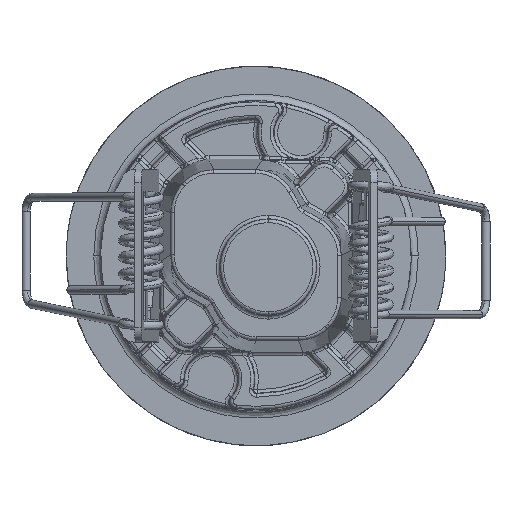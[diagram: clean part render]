
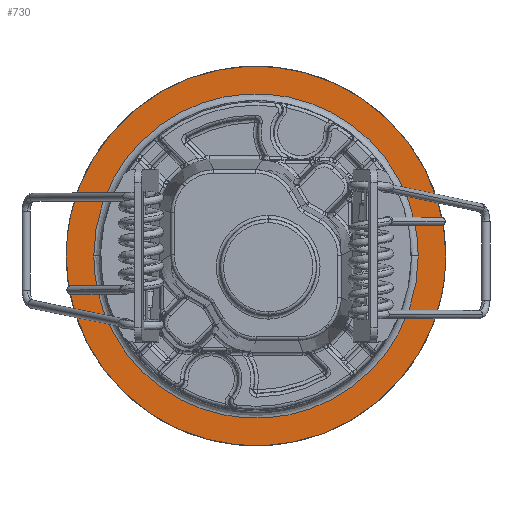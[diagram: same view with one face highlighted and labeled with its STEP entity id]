
A CAD part, top view. The second image highlights one B-rep face of the part: STEP entity #730.
In plain terms, the highlighted planar face has unit normal (0, 0, 1).
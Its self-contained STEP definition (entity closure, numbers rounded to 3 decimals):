
#48=FACE_BOUND('',#2219,.T.);
#730=ADVANCED_FACE('',(#1469,#48),#10446,.T.);
#1469=FACE_OUTER_BOUND('',#2218,.T.);
#2218=EDGE_LOOP('',(#5454,#5455));
#2219=EDGE_LOOP('',(#5456,#5457));
#5454=ORIENTED_EDGE('',*,*,#7385,.T.);
#5455=ORIENTED_EDGE('',*,*,#7386,.T.);
#5456=ORIENTED_EDGE('',*,*,#7389,.T.);
#5457=ORIENTED_EDGE('',*,*,#7388,.T.);
#7385=EDGE_CURVE('',#10219,#10218,#8639,.T.);
#7386=EDGE_CURVE('',#10218,#10219,#8640,.T.);
#7388=EDGE_CURVE('',#10217,#10216,#8641,.T.);
#7389=EDGE_CURVE('',#10216,#10217,#8642,.T.);
#8639=(
BOUNDED_CURVE()
B_SPLINE_CURVE(2,(#34552,#34553,#34554,#34555,#34556),.UNSPECIFIED.,.F.,
 .F.)
B_SPLINE_CURVE_WITH_KNOTS((3,2,3),(86.394,129.591,172.788),
 .UNSPECIFIED.)
CURVE()
GEOMETRIC_REPRESENTATION_ITEM()
RATIONAL_B_SPLINE_CURVE((1.,0.707,1.,0.707,1.))
REPRESENTATION_ITEM('')
);
#8640=(
BOUNDED_CURVE()
B_SPLINE_CURVE(2,(#34557,#34558,#34559,#34560,#34561),.UNSPECIFIED.,.F.,
 .F.)
B_SPLINE_CURVE_WITH_KNOTS((3,2,3),(0.,43.197,86.394),
 .UNSPECIFIED.)
CURVE()
GEOMETRIC_REPRESENTATION_ITEM()
RATIONAL_B_SPLINE_CURVE((1.,0.707,1.,0.707,1.))
REPRESENTATION_ITEM('')
);
#8641=(
BOUNDED_CURVE()
B_SPLINE_CURVE(2,(#34564,#34565,#34566,#34567,#34568),.UNSPECIFIED.,.F.,
 .F.)
B_SPLINE_CURVE_WITH_KNOTS((3,2,3),(73.827,110.741,147.655),
 .UNSPECIFIED.)
CURVE()
GEOMETRIC_REPRESENTATION_ITEM()
RATIONAL_B_SPLINE_CURVE((1.,0.707,1.,0.707,1.))
REPRESENTATION_ITEM('')
);
#8642=(
BOUNDED_CURVE()
B_SPLINE_CURVE(2,(#34569,#34570,#34571,#34572,#34573),.UNSPECIFIED.,.F.,
 .F.)
B_SPLINE_CURVE_WITH_KNOTS((3,2,3),(0.,36.914,73.827),
 .UNSPECIFIED.)
CURVE()
GEOMETRIC_REPRESENTATION_ITEM()
RATIONAL_B_SPLINE_CURVE((1.,0.707,1.,0.707,1.))
REPRESENTATION_ITEM('')
);
#10216=VERTEX_POINT('',#34448);
#10217=VERTEX_POINT('',#34449);
#10218=VERTEX_POINT('',#34450);
#10219=VERTEX_POINT('',#34451);
#10446=PLANE('',#11271);
#11271=AXIS2_PLACEMENT_3D('',#34269,#11410,$);
#11410=DIRECTION('',(0.,0.,1.));
#34269=CARTESIAN_POINT('',(-33.61,14.608,-54.793));
#34448=CARTESIAN_POINT('',(23.5,48.218,-54.793));
#34449=CARTESIAN_POINT('',(-23.5,48.218,-54.793));
#34450=CARTESIAN_POINT('',(27.5,48.218,-54.793));
#34451=CARTESIAN_POINT('',(-27.5,48.218,-54.793));
#34552=CARTESIAN_POINT('',(-27.5,48.218,-54.793));
#34553=CARTESIAN_POINT('',(-27.5,20.718,-54.793));
#34554=CARTESIAN_POINT('',(0.,20.718,-54.793));
#34555=CARTESIAN_POINT('',(27.5,20.718,-54.793));
#34556=CARTESIAN_POINT('',(27.5,48.218,-54.793));
#34557=CARTESIAN_POINT('',(27.5,48.218,-54.793));
#34558=CARTESIAN_POINT('',(27.5,75.718,-54.793));
#34559=CARTESIAN_POINT('',(0.,75.718,-54.793));
#34560=CARTESIAN_POINT('',(-27.5,75.718,-54.793));
#34561=CARTESIAN_POINT('',(-27.5,48.218,-54.793));
#34564=CARTESIAN_POINT('',(-23.5,48.218,-54.793));
#34565=CARTESIAN_POINT('',(-23.5,71.718,-54.793));
#34566=CARTESIAN_POINT('',(0.,71.718,-54.793));
#34567=CARTESIAN_POINT('',(23.5,71.718,-54.793));
#34568=CARTESIAN_POINT('',(23.5,48.218,-54.793));
#34569=CARTESIAN_POINT('',(23.5,48.218,-54.793));
#34570=CARTESIAN_POINT('',(23.5,24.718,-54.793));
#34571=CARTESIAN_POINT('',(0.,24.718,-54.793));
#34572=CARTESIAN_POINT('',(-23.5,24.718,-54.793));
#34573=CARTESIAN_POINT('',(-23.5,48.218,-54.793));
